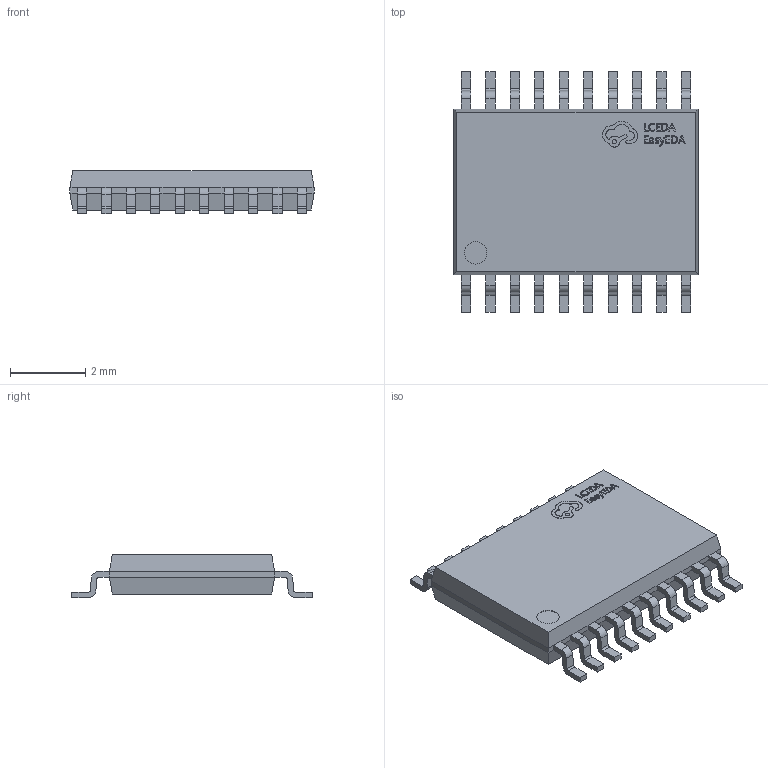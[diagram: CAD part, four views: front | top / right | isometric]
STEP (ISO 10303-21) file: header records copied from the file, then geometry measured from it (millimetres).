
FILE_DESCRIPTION (( 'STEP AP214' ), '1' );
FILE_NAME ('HTSSOP-20_L6.5-W4.4-P0.65-LS6.4-BL-EP3.0.STEP', '2023-07-02T09:45:06', ( '' ), ( '' ), 'SwSTEP 2.0', 'SolidWorks 2020', '' );
FILE_SCHEMA (( 'AUTOMOTIVE_DESIGN' ));
Length unit declared in the file: millimetre
Products named in the file (1): HTSSOP-20_L6.5-W4.4-P0.65-LS6.4-BL-EP3.0
Bounding box: 6.5 x 6.4 x 1.16 mm (x, y, z)
Volume: 30.3 mm3; surface area: 99.3 mm2
Topology: 1 solids, 1 shells, 526 faces, 1421 edges, 918 vertices
Faces by surface type: plane 346, bspline 98, cylinder 82
Entity records: 22637 total; most frequent: CARTESIAN_POINT 4172, ORIENTED_EDGE 2842, DIRECTION 2243, EDGE_CURVE 1421, VECTOR 1057, LINE 1057, VERTEX_POINT 918, AXIS2_PLACEMENT_3D 593
